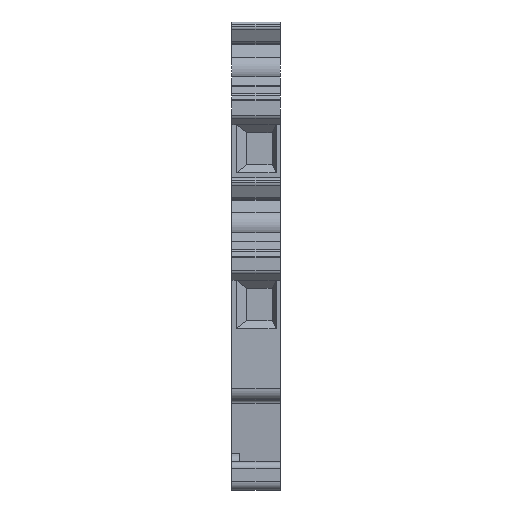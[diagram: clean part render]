
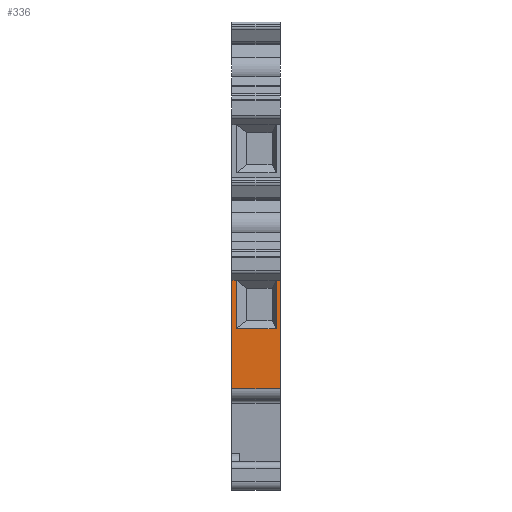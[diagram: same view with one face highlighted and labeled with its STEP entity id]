
A CAD part, left-side view. The second image highlights one B-rep face of the part: STEP entity #336.
In plain terms, the highlighted planar face has unit normal (-1, 0, 0).
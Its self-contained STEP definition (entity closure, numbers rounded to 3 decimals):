
#336 = ADVANCED_FACE( '', ( #923 ), #924, .T. );
#923 = FACE_OUTER_BOUND( '', #1764, .T. );
#924 = PLANE( '', #1765 );
#1764 = EDGE_LOOP( '', ( #2899, #2900, #2901, #2902, #2903, #2904, #2905, #2906 ) );
#1765 = AXIS2_PLACEMENT_3D( '', #2907, #2908, #2909 );
#2899 = ORIENTED_EDGE( '', *, *, #5439, .F. );
#2900 = ORIENTED_EDGE( '', *, *, #5440, .T. );
#2901 = ORIENTED_EDGE( '', *, *, #5441, .T. );
#2902 = ORIENTED_EDGE( '', *, *, #5442, .T. );
#2903 = ORIENTED_EDGE( '', *, *, #5443, .F. );
#2904 = ORIENTED_EDGE( '', *, *, #5444, .T. );
#2905 = ORIENTED_EDGE( '', *, *, #5445, .T. );
#2906 = ORIENTED_EDGE( '', *, *, #5411, .F. );
#2907 = CARTESIAN_POINT( '', ( -27.5, 6., -7.98 ) );
#2908 = DIRECTION( '', ( -1., 0., 0. ) );
#2909 = DIRECTION( '', ( 0., 0., 1. ) );
#5411 = EDGE_CURVE( '', #6669, #6671, #6672, .T. );
#5439 = EDGE_CURVE( '', #6721, #6669, #6722, .T. );
#5440 = EDGE_CURVE( '', #6721, #6723, #6724, .T. );
#5441 = EDGE_CURVE( '', #6723, #6725, #6726, .T. );
#5442 = EDGE_CURVE( '', #6725, #6727, #6728, .T. );
#5443 = EDGE_CURVE( '', #6729, #6727, #6730, .T. );
#5444 = EDGE_CURVE( '', #6729, #6731, #6732, .T. );
#5445 = EDGE_CURVE( '', #6731, #6671, #6733, .T. );
#6669 = VERTEX_POINT( '', #8356 );
#6671 = VERTEX_POINT( '', #8359 );
#6672 = LINE( '', #8360, #8361 );
#6721 = VERTEX_POINT( '', #8423 );
#6722 = LINE( '', #8424, #8425 );
#6723 = VERTEX_POINT( '', #8426 );
#6724 = LINE( '', #8427, #8428 );
#6725 = VERTEX_POINT( '', #8429 );
#6726 = LINE( '', #8430, #8431 );
#6727 = VERTEX_POINT( '', #8432 );
#6728 = LINE( '', #8433, #8434 );
#6729 = VERTEX_POINT( '', #8435 );
#6730 = LINE( '', #8436, #8437 );
#6731 = VERTEX_POINT( '', #8438 );
#6732 = LINE( '', #8439, #8440 );
#6733 = LINE( '', #8441, #8442 );
#8356 = CARTESIAN_POINT( '', ( -27.5, 0., -1.98 ) );
#8359 = CARTESIAN_POINT( '', ( -27.5, 0., -15.442 ) );
#8360 = CARTESIAN_POINT( '', ( -27.5, 0., -7.98 ) );
#8361 = VECTOR( '', #10235, 1000. );
#8423 = CARTESIAN_POINT( '', ( -27.5, 0.5, -1.98 ) );
#8424 = CARTESIAN_POINT( '', ( -27.5, 6., -1.98 ) );
#8425 = VECTOR( '', #10282, 1000. );
#8426 = CARTESIAN_POINT( '', ( -27.5, 0.5, -7.98 ) );
#8427 = CARTESIAN_POINT( '', ( -27.5, 0.5, -1.98 ) );
#8428 = VECTOR( '', #10283, 1000. );
#8429 = CARTESIAN_POINT( '', ( -27.5, 5.45, -7.98 ) );
#8430 = CARTESIAN_POINT( '', ( -27.5, 0.5, -7.98 ) );
#8431 = VECTOR( '', #10284, 1000. );
#8432 = CARTESIAN_POINT( '', ( -27.5, 5.45, -1.98 ) );
#8433 = CARTESIAN_POINT( '', ( -27.5, 5.45, -7.98 ) );
#8434 = VECTOR( '', #10285, 1000. );
#8435 = CARTESIAN_POINT( '', ( -27.5, 6., -1.98 ) );
#8436 = CARTESIAN_POINT( '', ( -27.5, 6., -1.98 ) );
#8437 = VECTOR( '', #10286, 1000. );
#8438 = CARTESIAN_POINT( '', ( -27.5, 6., -15.442 ) );
#8439 = CARTESIAN_POINT( '', ( -27.5, 6., -1.98 ) );
#8440 = VECTOR( '', #10287, 1000. );
#8441 = CARTESIAN_POINT( '', ( -27.5, 6., -15.442 ) );
#8442 = VECTOR( '', #10288, 1000. );
#10235 = DIRECTION( '', ( 0., 0., -1. ) );
#10282 = DIRECTION( '', ( 0., -1., 0. ) );
#10283 = DIRECTION( '', ( 0., 0., -1. ) );
#10284 = DIRECTION( '', ( 0., 1., 0. ) );
#10285 = DIRECTION( '', ( 0., 0., 1. ) );
#10286 = DIRECTION( '', ( 0., -1., 0. ) );
#10287 = DIRECTION( '', ( 0., 0., -1. ) );
#10288 = DIRECTION( '', ( 0., -1., 0. ) );
